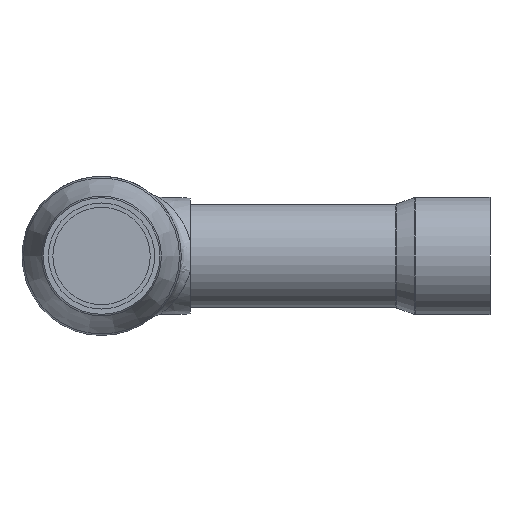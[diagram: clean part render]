
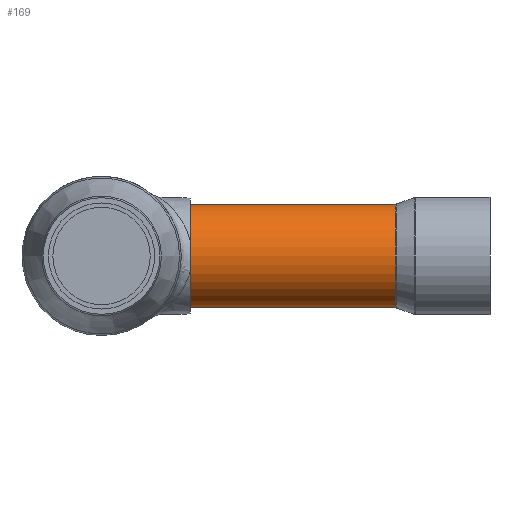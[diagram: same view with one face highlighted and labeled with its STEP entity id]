
A CAD part, front view. The second image highlights one B-rep face of the part: STEP entity #169.
In plain terms, the highlighted cylindrical face has radius 14 mm (diameter 28 mm), a full revolution.
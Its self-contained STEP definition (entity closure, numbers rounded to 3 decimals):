
#142=CARTESIAN_POINT('',(-55.191,0.,-2.534));
#143=DIRECTION('',(1.0,0.,0.));
#144=DIRECTION('',(0.0,-1.0,0.0));
#145=AXIS2_PLACEMENT_3D('',#142,#143,#144);
#146=CYLINDRICAL_SURFACE('',#145,14.0);
#147=CARTESIAN_POINT('',(-81.,14.,-2.534));
#148=VERTEX_POINT('',#147);
#149=CARTESIAN_POINT('',(-81.,0.,-2.534));
#150=DIRECTION('',(1.0,0.0,0.0));
#151=DIRECTION('',(0.0,-1.0,0.0));
#152=AXIS2_PLACEMENT_3D('',#149,#150,#151);
#153=CIRCLE('',#152,14.0);
#154=EDGE_CURVE('',#148,#148,#153,.T.);
#155=ORIENTED_EDGE('',*,*,#154,.T.);
#156=EDGE_LOOP('',(#155));
#157=FACE_OUTER_BOUND('',#156,.T.);
#158=CARTESIAN_POINT('',(-25.559,-14.,-2.534));
#159=VERTEX_POINT('',#158);
#160=CARTESIAN_POINT('',(-25.559,0.,-2.534));
#161=DIRECTION('',(1.0,0.0,0.0));
#162=DIRECTION('',(0.0,1.0,0.0));
#163=AXIS2_PLACEMENT_3D('',#160,#161,#162);
#164=CIRCLE('',#163,14.0);
#165=EDGE_CURVE('',#159,#159,#164,.T.);
#166=ORIENTED_EDGE('',*,*,#165,.F.);
#167=EDGE_LOOP('',(#166));
#168=FACE_BOUND('',#167,.T.);
#169=ADVANCED_FACE('',(#157,#168),#146,.T.);
